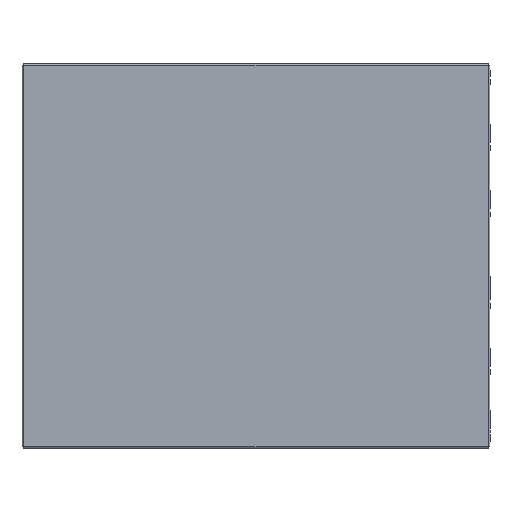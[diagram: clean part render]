
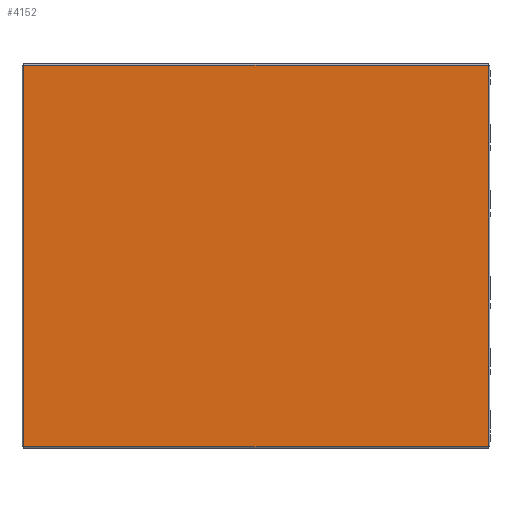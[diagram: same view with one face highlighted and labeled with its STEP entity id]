
A CAD part, top view. The second image highlights one B-rep face of the part: STEP entity #4152.
In plain terms, the highlighted planar face has unit normal (0, 0, 1).
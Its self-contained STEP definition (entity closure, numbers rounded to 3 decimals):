
#12 = FACE_OUTER_BOUND ( 'NONE', #3533, .T. ) ;
#19 = VERTEX_POINT ( 'NONE', #2750 ) ;
#354 = VERTEX_POINT ( 'NONE', #474 ) ;
#474 = CARTESIAN_POINT ( 'NONE',  ( 350.5, -287.5, 0. ) ) ;
#742 = DIRECTION ( 'NONE',  ( 0., -1., 0. ) ) ;
#779 = LINE ( 'NONE', #2414, #2561 ) ;
#802 = EDGE_CURVE ( 'NONE', #3610, #354, #3165, .T. ) ;
#925 = CARTESIAN_POINT ( 'NONE',  ( 353., -287.5, 0. ) ) ;
#952 = DIRECTION ( 'NONE',  ( 1., 0., 0. ) ) ;
#1436 = AXIS2_PLACEMENT_3D ( 'NONE', #2774, #3569, #1924 ) ;
#1915 = ORIENTED_EDGE ( 'NONE', *, *, #4880, .T. ) ;
#1924 = DIRECTION ( 'NONE',  ( 1., 0., 0. ) ) ;
#2208 = DIRECTION ( 'NONE',  ( -1., 0., 0. ) ) ;
#2260 = LINE ( 'NONE', #2976, #5182 ) ;
#2414 = CARTESIAN_POINT ( 'NONE',  ( -350.5, 287.5, 0. ) ) ;
#2561 = VECTOR ( 'NONE', #742, 1000. ) ;
#2745 = VECTOR ( 'NONE', #3186, 1000. ) ;
#2750 = CARTESIAN_POINT ( 'NONE',  ( 350.5, 287.5, 0. ) ) ;
#2774 = CARTESIAN_POINT ( 'NONE',  ( 0., 0., 0. ) ) ;
#2976 = CARTESIAN_POINT ( 'NONE',  ( 353., 287.5, 0. ) ) ;
#3020 = ORIENTED_EDGE ( 'NONE', *, *, #802, .T. ) ;
#3165 = LINE ( 'NONE', #925, #4919 ) ;
#3186 = DIRECTION ( 'NONE',  ( 0., 1., 0. ) ) ;
#3380 = EDGE_CURVE ( 'NONE', #19, #4184, #2260, .T. ) ;
#3533 = EDGE_LOOP ( 'NONE', ( #3020, #5254, #4599, #1915 ) ) ;
#3569 = DIRECTION ( 'NONE',  ( 0., 0., 1. ) ) ;
#3572 = EDGE_CURVE ( 'NONE', #354, #19, #3869, .T. ) ;
#3587 = CARTESIAN_POINT ( 'NONE',  ( -350.5, -287.5, 0. ) ) ;
#3610 = VERTEX_POINT ( 'NONE', #3587 ) ;
#3869 = LINE ( 'NONE', #5181, #2745 ) ;
#4152 = ADVANCED_FACE ( 'NONE', ( #12 ), #5271, .T. ) ;
#4184 = VERTEX_POINT ( 'NONE', #4436 ) ;
#4436 = CARTESIAN_POINT ( 'NONE',  ( -350.5, 287.5, 0. ) ) ;
#4599 = ORIENTED_EDGE ( 'NONE', *, *, #3380, .T. ) ;
#4880 = EDGE_CURVE ( 'NONE', #4184, #3610, #779, .T. ) ;
#4919 = VECTOR ( 'NONE', #952, 1000. ) ;
#5181 = CARTESIAN_POINT ( 'NONE',  ( 350.5, -287.5, 0. ) ) ;
#5182 = VECTOR ( 'NONE', #2208, 1000. ) ;
#5254 = ORIENTED_EDGE ( 'NONE', *, *, #3572, .T. ) ;
#5271 = PLANE ( 'NONE',  #1436 ) ;
